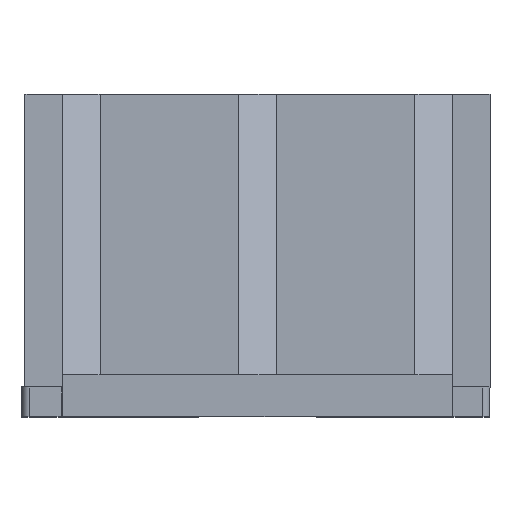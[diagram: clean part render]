
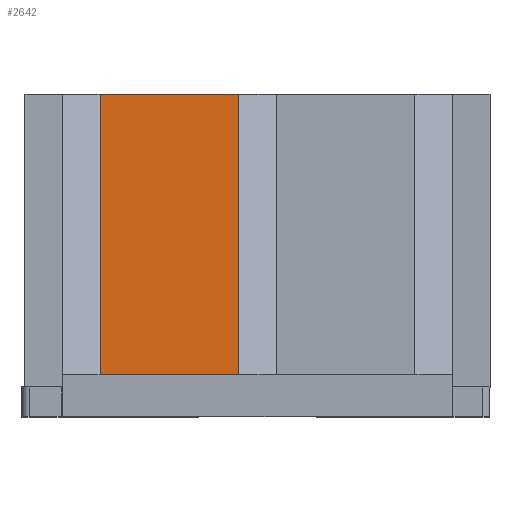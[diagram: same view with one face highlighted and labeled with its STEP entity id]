
A CAD part, top view. The second image highlights one B-rep face of the part: STEP entity #2642.
In plain terms, the highlighted planar face has unit normal (0, 0, 1).
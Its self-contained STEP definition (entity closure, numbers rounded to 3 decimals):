
#1386=DIRECTION('',(1.,0.,0.));
#1387=VECTOR('',#1386,23.245);
#1388=CARTESIAN_POINT('',(-5.23,13.,14.094));
#1389=LINE('',#1388,#1387);
#1685=DIRECTION('',(0.,1.,0.));
#1686=VECTOR('',#1685,47.);
#1687=CARTESIAN_POINT('',(18.015,-34.,14.094));
#1688=LINE('',#1687,#1686);
#1689=DIRECTION('',(1.,0.,0.));
#1690=VECTOR('',#1689,23.245);
#1691=CARTESIAN_POINT('',(-5.23,-34.,14.094));
#1692=LINE('',#1691,#1690);
#1693=DIRECTION('',(0.,1.,0.));
#1694=VECTOR('',#1693,47.);
#1695=CARTESIAN_POINT('',(-5.23,-34.,14.094));
#1696=LINE('',#1695,#1694);
#1849=CARTESIAN_POINT('',(-5.23,-34.,14.094));
#1850=CARTESIAN_POINT('',(18.015,-34.,14.094));
#1851=VERTEX_POINT('',#1849);
#1852=VERTEX_POINT('',#1850);
#1897=CARTESIAN_POINT('',(-5.23,13.,14.094));
#1898=VERTEX_POINT('',#1897);
#1899=CARTESIAN_POINT('',(18.015,13.,14.094));
#1901=VERTEX_POINT('',#1899);
#2628=CARTESIAN_POINT('',(-11.5,-36.,14.094));
#2629=DIRECTION('',(0.,0.,1.));
#2630=DIRECTION('',(1.,0.,0.));
#2631=AXIS2_PLACEMENT_3D('',#2628,#2629,#2630);
#2632=PLANE('',#2631);
#2633=ORIENTED_EDGE('',*,*,#2172,.T.);
#2635=ORIENTED_EDGE('',*,*,#2634,.F.);
#2637=ORIENTED_EDGE('',*,*,#2636,.F.);
#2639=ORIENTED_EDGE('',*,*,#2638,.T.);
#2640=EDGE_LOOP('',(#2633,#2635,#2637,#2639));
#2641=FACE_OUTER_BOUND('',#2640,.F.);
#2642=ADVANCED_FACE('',(#2641),#2632,.T.);
#2172=EDGE_CURVE('',#1898,#1901,#1389,.T.);
#2634=EDGE_CURVE('',#1852,#1901,#1688,.T.);
#2636=EDGE_CURVE('',#1851,#1852,#1692,.T.);
#2638=EDGE_CURVE('',#1851,#1898,#1696,.T.);
